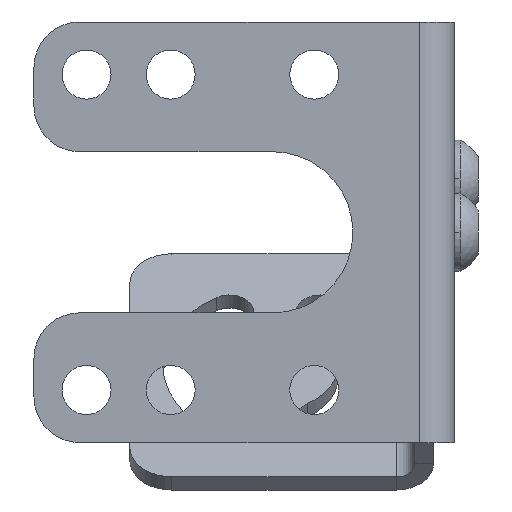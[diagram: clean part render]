
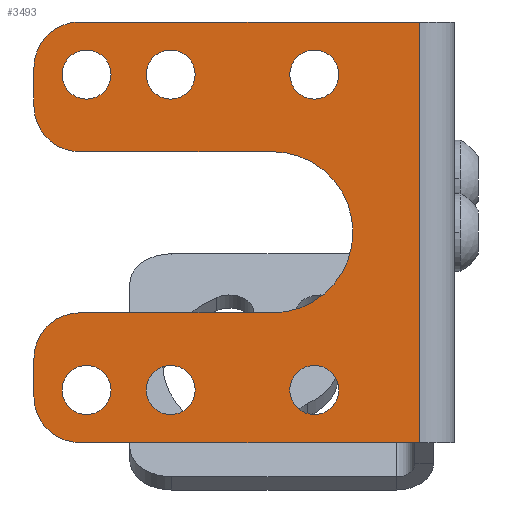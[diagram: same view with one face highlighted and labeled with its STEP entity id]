
A CAD part, front view. The second image highlights one B-rep face of the part: STEP entity #3493.
In plain terms, the highlighted planar face has unit normal (0, -1, 0).
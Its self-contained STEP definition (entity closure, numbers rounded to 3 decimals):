
#119=CARTESIAN_POINT('',(10.,-3.,22.5));
#120=DIRECTION('',(0.,1.,0.));
#121=DIRECTION('',(-1.,0.,0.));
#122=AXIS2_PLACEMENT_3D('',#119,#120,#121);
#124=CARTESIAN_POINT('',(10.,-3.,22.5));
#125=DIRECTION('',(0.,1.,0.));
#126=DIRECTION('',(1.,0.,0.));
#127=AXIS2_PLACEMENT_3D('',#124,#125,#126);
#129=CARTESIAN_POINT('',(10.,-3.,-22.5));
#130=DIRECTION('',(0.,1.,0.));
#131=DIRECTION('',(-1.,0.,0.));
#132=AXIS2_PLACEMENT_3D('',#129,#130,#131);
#134=CARTESIAN_POINT('',(10.,-3.,-22.5));
#135=DIRECTION('',(0.,1.,0.));
#136=DIRECTION('',(1.,0.,0.));
#137=AXIS2_PLACEMENT_3D('',#134,#135,#136);
#139=CARTESIAN_POINT('',(-10.5,-3.,22.5));
#140=DIRECTION('',(0.,1.,0.));
#141=DIRECTION('',(-1.,0.,0.));
#142=AXIS2_PLACEMENT_3D('',#139,#140,#141);
#144=CARTESIAN_POINT('',(-10.5,-3.,22.5));
#145=DIRECTION('',(0.,1.,0.));
#146=DIRECTION('',(1.,0.,0.));
#147=AXIS2_PLACEMENT_3D('',#144,#145,#146);
#149=CARTESIAN_POINT('',(-10.5,-3.,-22.5));
#150=DIRECTION('',(0.,1.,0.));
#151=DIRECTION('',(-1.,0.,0.));
#152=AXIS2_PLACEMENT_3D('',#149,#150,#151);
#154=CARTESIAN_POINT('',(-10.5,-3.,-22.5));
#155=DIRECTION('',(0.,1.,0.));
#156=DIRECTION('',(1.,0.,0.));
#157=AXIS2_PLACEMENT_3D('',#154,#155,#156);
#159=CARTESIAN_POINT('',(-22.5,-3.,22.5));
#160=DIRECTION('',(0.,1.,0.));
#161=DIRECTION('',(-1.,0.,0.));
#162=AXIS2_PLACEMENT_3D('',#159,#160,#161);
#164=CARTESIAN_POINT('',(-22.5,-3.,22.5));
#165=DIRECTION('',(0.,1.,0.));
#166=DIRECTION('',(1.,0.,0.));
#167=AXIS2_PLACEMENT_3D('',#164,#165,#166);
#169=CARTESIAN_POINT('',(-22.5,-3.,-22.5));
#170=DIRECTION('',(0.,1.,0.));
#171=DIRECTION('',(-1.,0.,0.));
#172=AXIS2_PLACEMENT_3D('',#169,#170,#171);
#174=CARTESIAN_POINT('',(-22.5,-3.,-22.5));
#175=DIRECTION('',(0.,1.,0.));
#176=DIRECTION('',(1.,0.,0.));
#177=AXIS2_PLACEMENT_3D('',#174,#175,#176);
#179=CARTESIAN_POINT('',(-23.5,-3.,23.5));
#180=DIRECTION('',(0.,-1.,0.));
#181=DIRECTION('',(0.,0.,1.));
#182=AXIS2_PLACEMENT_3D('',#179,#180,#181);
#184=DIRECTION('',(1.,0.,0.));
#185=VECTOR('',#184,48.5);
#186=CARTESIAN_POINT('',(-23.5,-3.,30.));
#187=LINE('',#186,#185);
#188=DIRECTION('',(-1.,0.,0.));
#189=VECTOR('',#188,48.5);
#190=CARTESIAN_POINT('',(25.,-3.,-30.));
#191=LINE('',#190,#189);
#192=CARTESIAN_POINT('',(-23.5,-3.,-23.5));
#193=DIRECTION('',(0.,-1.,0.));
#194=DIRECTION('',(-1.,0.,0.));
#195=AXIS2_PLACEMENT_3D('',#192,#193,#194);
#197=DIRECTION('',(0.,0.,1.));
#198=VECTOR('',#197,5.5);
#199=CARTESIAN_POINT('',(-30.,-3.,-23.5));
#200=LINE('',#199,#198);
#201=CARTESIAN_POINT('',(-23.5,-3.,-18.));
#202=DIRECTION('',(0.,-1.,0.));
#203=DIRECTION('',(0.,0.,1.));
#204=AXIS2_PLACEMENT_3D('',#201,#202,#203);
#206=DIRECTION('',(1.,0.,0.));
#207=VECTOR('',#206,27.5);
#208=CARTESIAN_POINT('',(-23.5,-3.,-11.5));
#209=LINE('',#208,#207);
#210=CARTESIAN_POINT('',(4.,-3.,0.));
#211=DIRECTION('',(0.,1.,0.));
#212=DIRECTION('',(0.,0.,1.));
#213=AXIS2_PLACEMENT_3D('',#210,#211,#212);
#215=DIRECTION('',(1.,0.,0.));
#216=VECTOR('',#215,27.5);
#217=CARTESIAN_POINT('',(-23.5,-3.,11.5));
#218=LINE('',#217,#216);
#219=CARTESIAN_POINT('',(-23.5,-3.,18.));
#220=DIRECTION('',(0.,-1.,0.));
#221=DIRECTION('',(-1.,0.,0.));
#222=AXIS2_PLACEMENT_3D('',#219,#220,#221);
#224=DIRECTION('',(0.,0.,1.));
#225=VECTOR('',#224,5.5);
#226=CARTESIAN_POINT('',(-30.,-3.,18.));
#227=LINE('',#226,#225);
#285=DIRECTION('',(0.,0.,-1.));
#286=VECTOR('',#285,60.);
#287=CARTESIAN_POINT('',(25.,-3.,30.));
#288=LINE('',#287,#286);
#2524=CARTESIAN_POINT('',(25.,-3.,-30.));
#2525=VERTEX_POINT('',#2524);
#2526=CARTESIAN_POINT('',(25.,-3.,30.));
#2527=VERTEX_POINT('',#2526);
#2537=CARTESIAN_POINT('',(4.,-3.,-11.5));
#2539=VERTEX_POINT('',#2537);
#2548=CARTESIAN_POINT('',(-26.,-3.,-22.5));
#2549=CARTESIAN_POINT('',(-19.,-3.,-22.5));
#2550=VERTEX_POINT('',#2548);
#2551=VERTEX_POINT('',#2549);
#2552=CARTESIAN_POINT('',(-26.,-3.,22.5));
#2553=CARTESIAN_POINT('',(-19.,-3.,22.5));
#2554=VERTEX_POINT('',#2552);
#2555=VERTEX_POINT('',#2553);
#2604=CARTESIAN_POINT('',(-14.,-3.,-22.5));
#2605=CARTESIAN_POINT('',(-7.,-3.,-22.5));
#2606=VERTEX_POINT('',#2604);
#2607=VERTEX_POINT('',#2605);
#2608=CARTESIAN_POINT('',(-14.,-3.,22.5));
#2609=CARTESIAN_POINT('',(-7.,-3.,22.5));
#2610=VERTEX_POINT('',#2608);
#2611=VERTEX_POINT('',#2609);
#2614=CARTESIAN_POINT('',(4.,-3.,11.5));
#2615=VERTEX_POINT('',#2614);
#2624=CARTESIAN_POINT('',(6.5,-3.,-22.5));
#2625=CARTESIAN_POINT('',(13.5,-3.,-22.5));
#2626=VERTEX_POINT('',#2624);
#2627=VERTEX_POINT('',#2625);
#2628=CARTESIAN_POINT('',(6.5,-3.,22.5));
#2629=CARTESIAN_POINT('',(13.5,-3.,22.5));
#2630=VERTEX_POINT('',#2628);
#2631=VERTEX_POINT('',#2629);
#2636=CARTESIAN_POINT('',(-23.5,-3.,30.));
#2637=VERTEX_POINT('',#2636);
#2638=CARTESIAN_POINT('',(-30.,-3.,23.5));
#2639=VERTEX_POINT('',#2638);
#2644=CARTESIAN_POINT('',(-30.,-3.,18.));
#2645=VERTEX_POINT('',#2644);
#2646=CARTESIAN_POINT('',(-23.5,-3.,11.5));
#2647=VERTEX_POINT('',#2646);
#2652=CARTESIAN_POINT('',(-23.5,-3.,-11.5));
#2653=VERTEX_POINT('',#2652);
#2654=CARTESIAN_POINT('',(-30.,-3.,-18.));
#2655=VERTEX_POINT('',#2654);
#2660=CARTESIAN_POINT('',(-30.,-3.,-23.5));
#2661=VERTEX_POINT('',#2660);
#2662=CARTESIAN_POINT('',(-23.5,-3.,-30.));
#2663=VERTEX_POINT('',#2662);
#3428=CARTESIAN_POINT('',(0.,-3.,0.));
#3429=DIRECTION('',(0.,1.,0.));
#3430=DIRECTION('',(1.,0.,0.));
#3431=AXIS2_PLACEMENT_3D('',#3428,#3429,#3430);
#3432=PLANE('',#3431);
#3434=ORIENTED_EDGE('',*,*,#3433,.F.);
#3436=ORIENTED_EDGE('',*,*,#3435,.T.);
#3438=ORIENTED_EDGE('',*,*,#3437,.T.);
#3440=ORIENTED_EDGE('',*,*,#3439,.T.);
#3442=ORIENTED_EDGE('',*,*,#3441,.F.);
#3444=ORIENTED_EDGE('',*,*,#3443,.T.);
#3446=ORIENTED_EDGE('',*,*,#3445,.F.);
#3448=ORIENTED_EDGE('',*,*,#3447,.T.);
#3450=ORIENTED_EDGE('',*,*,#3449,.F.);
#3452=ORIENTED_EDGE('',*,*,#3451,.F.);
#3454=ORIENTED_EDGE('',*,*,#3453,.F.);
#3456=ORIENTED_EDGE('',*,*,#3455,.T.);
#3457=EDGE_LOOP('',(#3434,#3436,#3438,#3440,#3442,#3444,#3446,#3448,#3450,#3452,
#3454,#3456));
#3458=FACE_OUTER_BOUND('',#3457,.F.);
#3460=ORIENTED_EDGE('',*,*,#3459,.F.);
#3462=ORIENTED_EDGE('',*,*,#3461,.F.);
#3463=EDGE_LOOP('',(#3460,#3462));
#3464=FACE_BOUND('',#3463,.F.);
#3466=ORIENTED_EDGE('',*,*,#3465,.F.);
#3468=ORIENTED_EDGE('',*,*,#3467,.F.);
#3469=EDGE_LOOP('',(#3466,#3468));
#3470=FACE_BOUND('',#3469,.F.);
#3472=ORIENTED_EDGE('',*,*,#3471,.F.);
#3474=ORIENTED_EDGE('',*,*,#3473,.F.);
#3475=EDGE_LOOP('',(#3472,#3474));
#3476=FACE_BOUND('',#3475,.F.);
#3478=ORIENTED_EDGE('',*,*,#3477,.F.);
#3480=ORIENTED_EDGE('',*,*,#3479,.F.);
#3481=EDGE_LOOP('',(#3478,#3480));
#3482=FACE_BOUND('',#3481,.F.);
#3483=ORIENTED_EDGE('',*,*,#3408,.F.);
#3484=ORIENTED_EDGE('',*,*,#3422,.F.);
#3485=EDGE_LOOP('',(#3483,#3484));
#3486=FACE_BOUND('',#3485,.F.);
#3488=ORIENTED_EDGE('',*,*,#3487,.F.);
#3490=ORIENTED_EDGE('',*,*,#3489,.F.);
#3491=EDGE_LOOP('',(#3488,#3490));
#3492=FACE_BOUND('',#3491,.F.);
#3493=ADVANCED_FACE('',(#3458,#3464,#3470,#3476,#3482,#3486,#3492),#3432,.F.);
#123=CIRCLE('',#122,3.5);
#128=CIRCLE('',#127,3.5);
#133=CIRCLE('',#132,3.5);
#138=CIRCLE('',#137,3.5);
#143=CIRCLE('',#142,3.5);
#148=CIRCLE('',#147,3.5);
#153=CIRCLE('',#152,3.5);
#158=CIRCLE('',#157,3.5);
#163=CIRCLE('',#162,3.5);
#168=CIRCLE('',#167,3.5);
#173=CIRCLE('',#172,3.5);
#178=CIRCLE('',#177,3.5);
#183=CIRCLE('',#182,6.5);
#196=CIRCLE('',#195,6.5);
#205=CIRCLE('',#204,6.5);
#214=CIRCLE('',#213,11.5);
#223=CIRCLE('',#222,6.5);
#3408=EDGE_CURVE('',#2550,#2551,#173,.T.);
#3422=EDGE_CURVE('',#2551,#2550,#178,.T.);
#3433=EDGE_CURVE('',#2637,#2639,#183,.T.);
#3435=EDGE_CURVE('',#2637,#2527,#187,.T.);
#3437=EDGE_CURVE('',#2527,#2525,#288,.T.);
#3439=EDGE_CURVE('',#2525,#2663,#191,.T.);
#3441=EDGE_CURVE('',#2661,#2663,#196,.T.);
#3443=EDGE_CURVE('',#2661,#2655,#200,.T.);
#3445=EDGE_CURVE('',#2653,#2655,#205,.T.);
#3447=EDGE_CURVE('',#2653,#2539,#209,.T.);
#3449=EDGE_CURVE('',#2615,#2539,#214,.T.);
#3451=EDGE_CURVE('',#2647,#2615,#218,.T.);
#3453=EDGE_CURVE('',#2645,#2647,#223,.T.);
#3455=EDGE_CURVE('',#2645,#2639,#227,.T.);
#3459=EDGE_CURVE('',#2626,#2627,#133,.T.);
#3461=EDGE_CURVE('',#2627,#2626,#138,.T.);
#3465=EDGE_CURVE('',#2610,#2611,#143,.T.);
#3467=EDGE_CURVE('',#2611,#2610,#148,.T.);
#3471=EDGE_CURVE('',#2606,#2607,#153,.T.);
#3473=EDGE_CURVE('',#2607,#2606,#158,.T.);
#3477=EDGE_CURVE('',#2554,#2555,#163,.T.);
#3479=EDGE_CURVE('',#2555,#2554,#168,.T.);
#3487=EDGE_CURVE('',#2630,#2631,#123,.T.);
#3489=EDGE_CURVE('',#2631,#2630,#128,.T.);
